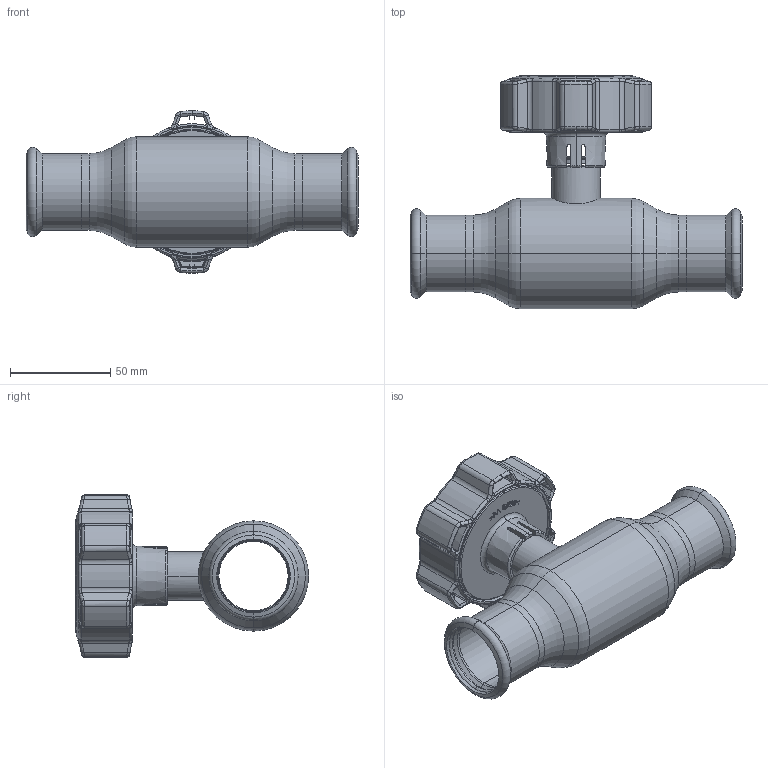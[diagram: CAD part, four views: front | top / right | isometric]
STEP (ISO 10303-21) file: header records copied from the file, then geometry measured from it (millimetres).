
FILE_DESCRIPTION (( 'STEP AP214' ), '1' );
FILE_NAME ('2032000100-0200.step', '2024-01-16T09:08:59', ( '' ), ( '' ), 'SwSTEP 2.0', 'SolidWorks 2021', '' );
FILE_SCHEMA (( 'AUTOMOTIVE_DESIGN' ));
Length unit declared in the file: millimetre
Products named in the file (1): 2032000100-0200
Bounding box: 165.6 x 116.35 x 81 mm (x, y, z)
Surface area: 60447 mm2 (no closed solid volume)
Topology: 0 solids, 25 shells, 552 faces, 1867 edges, 1300 vertices
Faces by surface type: bspline 182, cylinder 125, plane 105, cone 81, torus 57, sphere 2
Entity records: 37142 total; most frequent: CARTESIAN_POINT 17268, ORIENTED_EDGE 3050, DIRECTION 2198, EDGE_CURVE 1863, VERTEX_POINT 1300, AXIS2_PLACEMENT_3D 863, B_SPLINE_CURVE_WITH_KNOTS 857, EDGE_LOOP 586
